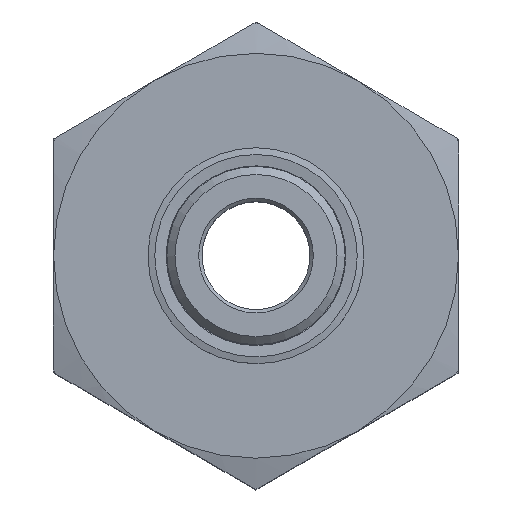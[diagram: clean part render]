
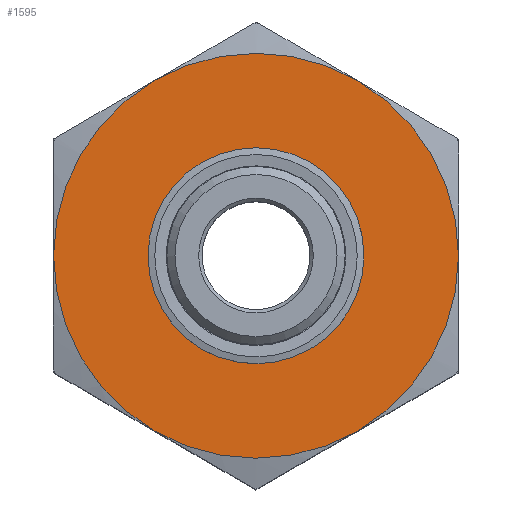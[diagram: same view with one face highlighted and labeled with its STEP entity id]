
A CAD part, top view. The second image highlights one B-rep face of the part: STEP entity #1595.
In plain terms, the highlighted planar face has unit normal (0, 0, 1).
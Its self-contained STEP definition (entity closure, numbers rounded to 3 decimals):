
#734=CARTESIAN_POINT('',(15.026,25.966,38.0));
#735=VERTEX_POINT('',#734);
#820=CARTESIAN_POINT('',(-14.974,25.996,38.0));
#821=VERTEX_POINT('',#820);
#899=CARTESIAN_POINT('',(-30.,0.03,38.0));
#900=VERTEX_POINT('',#899);
#1218=CARTESIAN_POINT('',(14.974,-25.996,38.0));
#1219=VERTEX_POINT('',#1218);
#1234=CARTESIAN_POINT('',(30.,-0.03,38.0));
#1235=VERTEX_POINT('',#1234);
#1249=CARTESIAN_POINT('',(0.,0.,38.0));
#1250=DIRECTION('',(0.0,0.0,1.0));
#1251=DIRECTION('',(-1.0,0.0,0.0));
#1252=AXIS2_PLACEMENT_3D('',#1249,#1250,#1251);
#1253=CIRCLE('',#1252,30.);
#1254=EDGE_CURVE('',#1219,#1235,#1253,.T.);
#1265=CARTESIAN_POINT('',(0.,0.,38.0));
#1266=DIRECTION('',(0.0,0.0,1.0));
#1267=DIRECTION('',(-1.0,0.0,0.0));
#1268=AXIS2_PLACEMENT_3D('',#1265,#1266,#1267);
#1269=CIRCLE('',#1268,30.);
#1270=EDGE_CURVE('',#735,#821,#1269,.T.);
#1282=CARTESIAN_POINT('',(-15.026,-25.966,38.0));
#1283=VERTEX_POINT('',#1282);
#1311=CARTESIAN_POINT('',(0.,0.,38.0));
#1312=DIRECTION('',(0.0,0.0,1.0));
#1313=DIRECTION('',(-1.0,0.0,0.0));
#1314=AXIS2_PLACEMENT_3D('',#1311,#1312,#1313);
#1315=CIRCLE('',#1314,30.);
#1316=EDGE_CURVE('',#1283,#1219,#1315,.T.);
#1327=CARTESIAN_POINT('',(0.,0.,38.0));
#1328=DIRECTION('',(0.0,0.0,1.0));
#1329=DIRECTION('',(-1.0,0.0,0.0));
#1330=AXIS2_PLACEMENT_3D('',#1327,#1328,#1329);
#1331=CIRCLE('',#1330,30.);
#1332=EDGE_CURVE('',#1235,#735,#1331,.T.);
#1357=CARTESIAN_POINT('',(0.,0.,38.0));
#1358=DIRECTION('',(0.0,0.0,1.0));
#1359=DIRECTION('',(-1.0,0.0,0.0));
#1360=AXIS2_PLACEMENT_3D('',#1357,#1358,#1359);
#1361=CIRCLE('',#1360,30.);
#1362=EDGE_CURVE('',#821,#900,#1361,.T.);
#1387=CARTESIAN_POINT('',(0.,0.,38.0));
#1388=DIRECTION('',(0.0,0.0,1.0));
#1389=DIRECTION('',(-1.0,0.0,0.0));
#1390=AXIS2_PLACEMENT_3D('',#1387,#1388,#1389);
#1391=CIRCLE('',#1390,30.);
#1392=EDGE_CURVE('',#900,#1283,#1391,.T.);
#1567=CARTESIAN_POINT('',(16.0,0.,38.));
#1568=VERTEX_POINT('',#1567);
#1569=CARTESIAN_POINT('',(0.,0.,38.0));
#1570=DIRECTION('',(0.0,0.0,1.0));
#1571=DIRECTION('',(-1.0,0.0,0.0));
#1572=AXIS2_PLACEMENT_3D('',#1569,#1570,#1571);
#1573=CIRCLE('',#1572,16.0);
#1574=EDGE_CURVE('',#1568,#1568,#1573,.T.);
#1579=CARTESIAN_POINT('',(0.,0.,38.0));
#1580=DIRECTION('',(0.0,0.0,1.0));
#1581=DIRECTION('',(1.0,0.0,0.0));
#1582=AXIS2_PLACEMENT_3D('',#1579,#1580,#1581);
#1583=PLANE('',#1582);
#1584=ORIENTED_EDGE('',*,*,#1270,.T.);
#1585=ORIENTED_EDGE('',*,*,#1362,.T.);
#1586=ORIENTED_EDGE('',*,*,#1392,.T.);
#1587=ORIENTED_EDGE('',*,*,#1316,.T.);
#1588=ORIENTED_EDGE('',*,*,#1254,.T.);
#1589=ORIENTED_EDGE('',*,*,#1332,.T.);
#1590=EDGE_LOOP('',(#1584,#1585,#1586,#1587,#1588,#1589));
#1591=FACE_OUTER_BOUND('',#1590,.T.);
#1592=ORIENTED_EDGE('',*,*,#1574,.F.);
#1593=EDGE_LOOP('',(#1592));
#1594=FACE_BOUND('',#1593,.T.);
#1595=ADVANCED_FACE('',(#1591,#1594),#1583,.T.);
